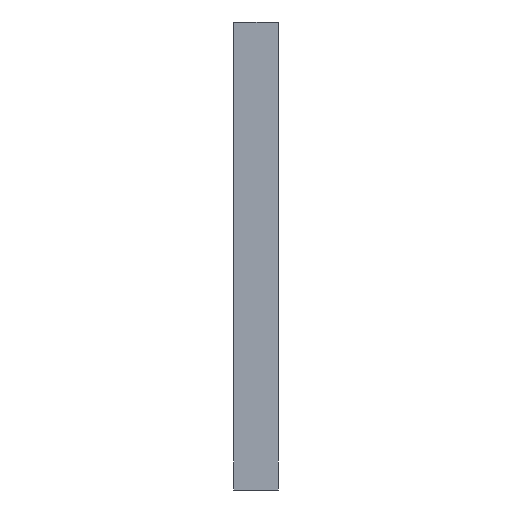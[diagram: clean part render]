
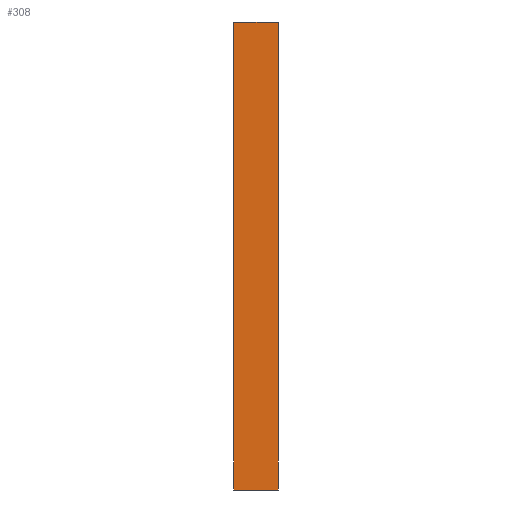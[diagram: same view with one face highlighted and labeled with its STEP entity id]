
A CAD part, left-side view. The second image highlights one B-rep face of the part: STEP entity #308.
In plain terms, the highlighted planar face has unit normal (-1, 0, 0).
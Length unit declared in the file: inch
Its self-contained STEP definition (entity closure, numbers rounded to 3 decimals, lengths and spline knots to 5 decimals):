
#45 = VECTOR ( 'NONE', #239, 39.37008 ) ;
#52 = DIRECTION ( 'NONE',  ( 0., 0., 1. ) ) ;
#57 = DIRECTION ( 'NONE',  ( 1., 0., 0. ) ) ;
#58 = FACE_OUTER_BOUND ( 'NONE', #944, .T. ) ;
#67 = DIRECTION ( 'NONE',  ( 0., -1., 0. ) ) ;
#68 = CARTESIAN_POINT ( 'NONE',  ( -1.105, 0.125, 0. ) ) ;
#117 = CARTESIAN_POINT ( 'NONE',  ( -1.105, 0., 0.66 ) ) ;
#121 = ORIENTED_EDGE ( 'NONE', *, *, #291, .F. ) ;
#184 = DIRECTION ( 'NONE',  ( 0., -1., 0. ) ) ;
#239 = DIRECTION ( 'NONE',  ( 0., 0., 1. ) ) ;
#240 = VERTEX_POINT ( 'NONE', #1104 ) ;
#250 = LINE ( 'NONE', #728, #579 ) ;
#264 = VECTOR ( 'NONE', #52, 39.37008 ) ;
#291 = EDGE_CURVE ( 'NONE', #618, #748, #250, .T. ) ;
#308 = ADVANCED_FACE ( 'NONE', ( #58 ), #847, .F. ) ;
#312 = CARTESIAN_POINT ( 'NONE',  ( -1.105, 0.125, 0. ) ) ;
#323 = EDGE_CURVE ( 'NONE', #240, #748, #961, .T. ) ;
#399 = ORIENTED_EDGE ( 'NONE', *, *, #1041, .F. ) ;
#404 = DIRECTION ( 'NONE',  ( 0., 0., -1. ) ) ;
#407 = AXIS2_PLACEMENT_3D ( 'NONE', #312, #57, #404 ) ;
#486 = EDGE_CURVE ( 'NONE', #1040, #240, #839, .T. ) ;
#579 = VECTOR ( 'NONE', #184, 39.37008 ) ;
#618 = VERTEX_POINT ( 'NONE', #1007 ) ;
#707 = CARTESIAN_POINT ( 'NONE',  ( -1.105, 0.125, -0.66 ) ) ;
#728 = CARTESIAN_POINT ( 'NONE',  ( -1.105, 0.125, 0.66 ) ) ;
#748 = VERTEX_POINT ( 'NONE', #117 ) ;
#753 = ORIENTED_EDGE ( 'NONE', *, *, #486, .T. ) ;
#839 = LINE ( 'NONE', #965, #1123 ) ;
#847 = PLANE ( 'NONE',  #407 ) ;
#944 = EDGE_LOOP ( 'NONE', ( #1027, #121, #399, #753 ) ) ;
#961 = LINE ( 'NONE', #1128, #264 ) ;
#965 = CARTESIAN_POINT ( 'NONE',  ( -1.105, 0.125, -0.66 ) ) ;
#1006 = LINE ( 'NONE', #68, #45 ) ;
#1007 = CARTESIAN_POINT ( 'NONE',  ( -1.105, 0.125, 0.66 ) ) ;
#1027 = ORIENTED_EDGE ( 'NONE', *, *, #323, .T. ) ;
#1040 = VERTEX_POINT ( 'NONE', #707 ) ;
#1041 = EDGE_CURVE ( 'NONE', #1040, #618, #1006, .T. ) ;
#1104 = CARTESIAN_POINT ( 'NONE',  ( -1.105, 0., -0.66 ) ) ;
#1123 = VECTOR ( 'NONE', #67, 39.37008 ) ;
#1128 = CARTESIAN_POINT ( 'NONE',  ( -1.105, 0., 0. ) ) ;
